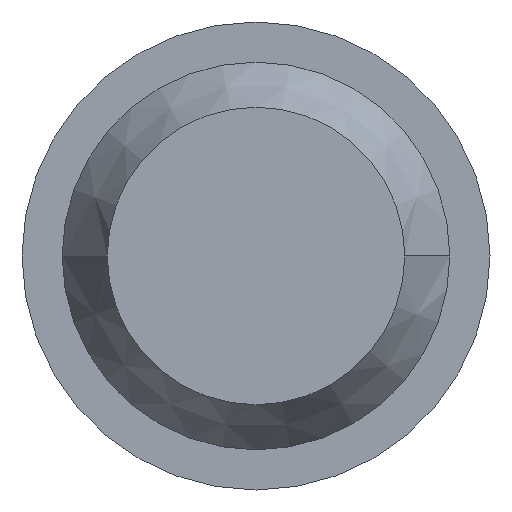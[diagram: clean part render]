
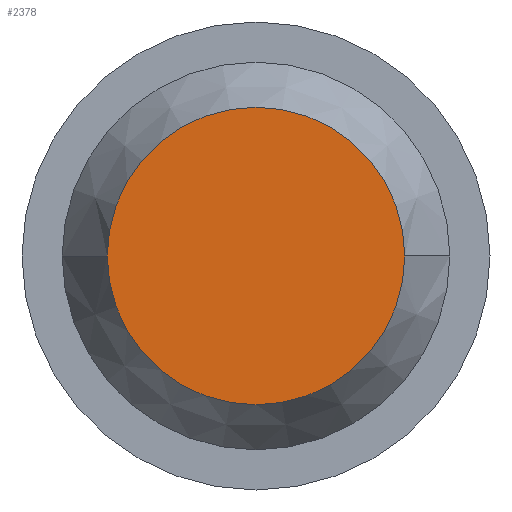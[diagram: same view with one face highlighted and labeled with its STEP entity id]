
A CAD part, front view. The second image highlights one B-rep face of the part: STEP entity #2378.
In plain terms, the highlighted planar face has unit normal (0, -1, 0).
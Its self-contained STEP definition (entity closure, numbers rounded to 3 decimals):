
#51 = CARTESIAN_POINT ( 'NONE',  ( 0., -5.15, 0. ) ) ;
#569 = EDGE_CURVE ( 'NONE', #1984, #1406, #954, .T. ) ;
#816 = PLANE ( 'NONE',  #936 ) ;
#881 = ORIENTED_EDGE ( 'NONE', *, *, #569, .F. ) ;
#883 = AXIS2_PLACEMENT_3D ( 'NONE', #3016, #1069, #2133 ) ;
#889 = CARTESIAN_POINT ( 'NONE',  ( 1.908, -5.15, 0. ) ) ;
#936 = AXIS2_PLACEMENT_3D ( 'NONE', #3533, #2737, #2745 ) ;
#944 = FACE_OUTER_BOUND ( 'NONE', #2029, .T. ) ;
#952 = DIRECTION ( 'NONE',  ( 0., 1., 0. ) ) ;
#954 = CIRCLE ( 'NONE', #3380, 1.908 ) ;
#1069 = DIRECTION ( 'NONE',  ( 0., 1., 0. ) ) ;
#1164 = DIRECTION ( 'NONE',  ( -1., 0., 0. ) ) ;
#1406 = VERTEX_POINT ( 'NONE', #889 ) ;
#1460 = CARTESIAN_POINT ( 'NONE',  ( -1.908, -5.15, 0. ) ) ;
#1617 = ORIENTED_EDGE ( 'NONE', *, *, #2673, .F. ) ;
#1984 = VERTEX_POINT ( 'NONE', #1460 ) ;
#2029 = EDGE_LOOP ( 'NONE', ( #881, #1617 ) ) ;
#2133 = DIRECTION ( 'NONE',  ( -1., 0., 0. ) ) ;
#2378 = ADVANCED_FACE ( 'NONE', ( #944 ), #816, .T. ) ;
#2673 = EDGE_CURVE ( 'NONE', #1406, #1984, #2998, .T. ) ;
#2737 = DIRECTION ( 'NONE',  ( 0., -1., 0. ) ) ;
#2745 = DIRECTION ( 'NONE',  ( 1., 0., 0. ) ) ;
#2998 = CIRCLE ( 'NONE', #883, 1.908 ) ;
#3016 = CARTESIAN_POINT ( 'NONE',  ( 0., -5.15, 0. ) ) ;
#3380 = AXIS2_PLACEMENT_3D ( 'NONE', #51, #952, #1164 ) ;
#3533 = CARTESIAN_POINT ( 'NONE',  ( -1.908, -5.15, 0. ) ) ;
